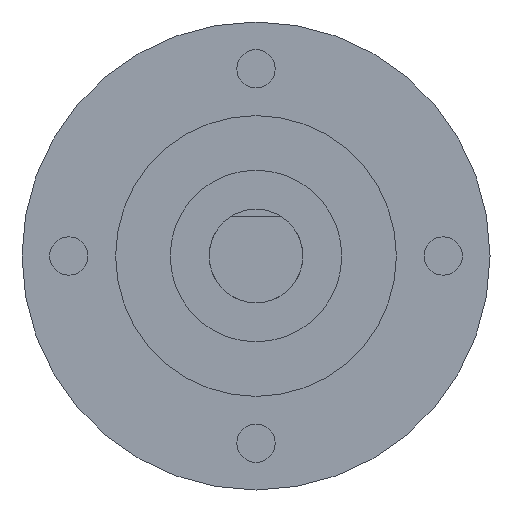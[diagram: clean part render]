
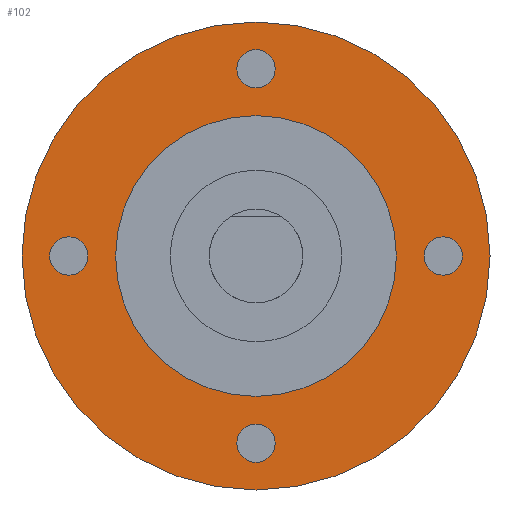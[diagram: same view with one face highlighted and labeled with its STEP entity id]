
A CAD part, front view. The second image highlights one B-rep face of the part: STEP entity #102.
In plain terms, the highlighted planar face has unit normal (0, -1, 0).
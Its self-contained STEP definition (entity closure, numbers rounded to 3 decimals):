
#102 = ADVANCED_FACE( '', ( #227, #228, #229, #230, #231, #232 ), #233, .F. );
#227 = FACE_BOUND( '', #382, .T. );
#228 = FACE_BOUND( '', #383, .T. );
#229 = FACE_BOUND( '', #384, .T. );
#230 = FACE_BOUND( '', #385, .T. );
#231 = FACE_OUTER_BOUND( '', #386, .T. );
#232 = FACE_BOUND( '', #387, .T. );
#233 = PLANE( '', #388 );
#382 = EDGE_LOOP( '', ( #593 ) );
#383 = EDGE_LOOP( '', ( #594 ) );
#384 = EDGE_LOOP( '', ( #595 ) );
#385 = EDGE_LOOP( '', ( #596 ) );
#386 = EDGE_LOOP( '', ( #597 ) );
#387 = EDGE_LOOP( '', ( #598 ) );
#388 = AXIS2_PLACEMENT_3D( '', #599, #600, #601 );
#593 = ORIENTED_EDGE( '', *, *, #797, .T. );
#594 = ORIENTED_EDGE( '', *, *, #798, .T. );
#595 = ORIENTED_EDGE( '', *, *, #799, .T. );
#596 = ORIENTED_EDGE( '', *, *, #780, .T. );
#597 = ORIENTED_EDGE( '', *, *, #800, .F. );
#598 = ORIENTED_EDGE( '', *, *, #740, .T. );
#599 = CARTESIAN_POINT( '', ( 0., 0., -15. ) );
#600 = DIRECTION( '', ( 0., 1., 0. ) );
#601 = DIRECTION( '', ( 0., 0., 1. ) );
#740 = EDGE_CURVE( '', #838, #838, #839, .T. );
#780 = EDGE_CURVE( '', #904, #904, #905, .T. );
#797 = EDGE_CURVE( '', #929, #929, #930, .T. );
#798 = EDGE_CURVE( '', #931, #931, #932, .T. );
#799 = EDGE_CURVE( '', #933, #933, #934, .T. );
#800 = EDGE_CURVE( '', #935, #935, #936, .T. );
#838 = VERTEX_POINT( '', #980 );
#839 = CIRCLE( '', #981, 9. );
#904 = VERTEX_POINT( '', #1061 );
#905 = CIRCLE( '', #1062, 1.23 );
#929 = VERTEX_POINT( '', #1094 );
#930 = CIRCLE( '', #1095, 1.23 );
#931 = VERTEX_POINT( '', #1096 );
#932 = CIRCLE( '', #1097, 1.23 );
#933 = VERTEX_POINT( '', #1098 );
#934 = CIRCLE( '', #1099, 1.23 );
#935 = VERTEX_POINT( '', #1100 );
#936 = CIRCLE( '', #1101, 15. );
#980 = CARTESIAN_POINT( '', ( 0., 0., 9. ) );
#981 = AXIS2_PLACEMENT_3D( '', #1150, #1151, #1152 );
#1061 = CARTESIAN_POINT( '', ( -12., 0., 1.23 ) );
#1062 = AXIS2_PLACEMENT_3D( '', #1204, #1205, #1206 );
#1094 = CARTESIAN_POINT( '', ( 0., 0., -10.771 ) );
#1095 = AXIS2_PLACEMENT_3D( '', #1221, #1222, #1223 );
#1096 = CARTESIAN_POINT( '', ( 12., 0., 1.23 ) );
#1097 = AXIS2_PLACEMENT_3D( '', #1224, #1225, #1226 );
#1098 = CARTESIAN_POINT( '', ( 0., 0., 13.23 ) );
#1099 = AXIS2_PLACEMENT_3D( '', #1227, #1228, #1229 );
#1100 = CARTESIAN_POINT( '', ( 0., 0., 15. ) );
#1101 = AXIS2_PLACEMENT_3D( '', #1230, #1231, #1232 );
#1150 = CARTESIAN_POINT( '', ( 0., 0., 0. ) );
#1151 = DIRECTION( '', ( 0., 1., 0. ) );
#1152 = DIRECTION( '', ( 0., 0., 1. ) );
#1204 = CARTESIAN_POINT( '', ( -12., 0., 0. ) );
#1205 = DIRECTION( '', ( 0., 1., 0. ) );
#1206 = DIRECTION( '', ( 0., 0., 1. ) );
#1221 = CARTESIAN_POINT( '', ( 0., 0., -12. ) );
#1222 = DIRECTION( '', ( 0., 1., 0. ) );
#1223 = DIRECTION( '', ( 0., 0., 1. ) );
#1224 = CARTESIAN_POINT( '', ( 12., 0., 0. ) );
#1225 = DIRECTION( '', ( 0., 1., 0. ) );
#1226 = DIRECTION( '', ( 0., 0., 1. ) );
#1227 = CARTESIAN_POINT( '', ( 0., 0., 12. ) );
#1228 = DIRECTION( '', ( 0., 1., 0. ) );
#1229 = DIRECTION( '', ( 0., 0., 1. ) );
#1230 = CARTESIAN_POINT( '', ( 0., 0., 0. ) );
#1231 = DIRECTION( '', ( 0., 1., 0. ) );
#1232 = DIRECTION( '', ( 0., 0., 1. ) );
